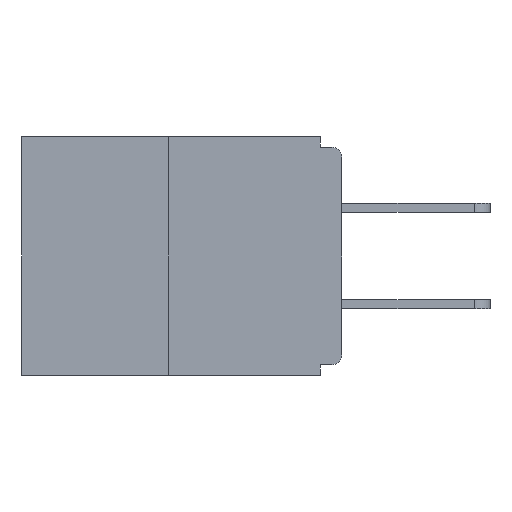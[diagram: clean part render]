
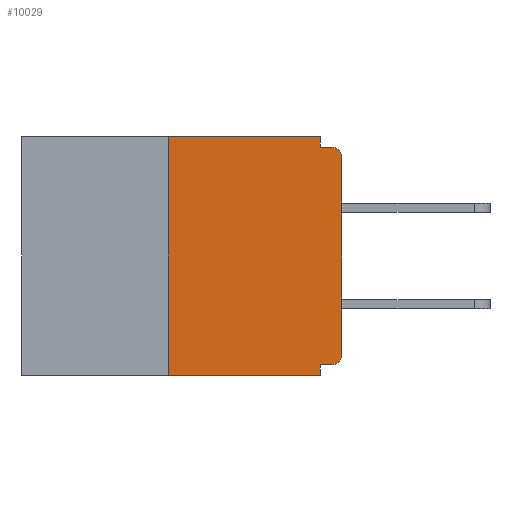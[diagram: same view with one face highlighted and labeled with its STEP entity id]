
A CAD part, left-side view. The second image highlights one B-rep face of the part: STEP entity #10029.
In plain terms, the highlighted planar face has unit normal (-1, 0, 0).
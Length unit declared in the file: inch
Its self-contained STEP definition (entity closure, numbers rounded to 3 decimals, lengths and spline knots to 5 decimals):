
#139 = EDGE_CURVE ( 'NONE', #5878, #2473, #605, .T. ) ;
#255 = LINE ( 'NONE', #2622, #9167 ) ;
#329 = VECTOR ( 'NONE', #5414, 39.37008 ) ;
#405 = DIRECTION ( 'NONE',  ( 0., -1., 0. ) ) ;
#406 = DIRECTION ( 'NONE',  ( 0., 0., -1. ) ) ;
#487 = CARTESIAN_POINT ( 'NONE',  ( 0., 0.031, -0.015 ) ) ;
#526 = EDGE_CURVE ( 'NONE', #5896, #4566, #8685, .T. ) ;
#599 = DIRECTION ( 'NONE',  ( 0., 0., -1. ) ) ;
#605 = LINE ( 'NONE', #5377, #329 ) ;
#679 = ORIENTED_EDGE ( 'NONE', *, *, #4339, .T. ) ;
#719 = DIRECTION ( 'NONE',  ( 0., 0., -1. ) ) ;
#860 = ORIENTED_EDGE ( 'NONE', *, *, #3462, .F. ) ;
#1291 = EDGE_CURVE ( 'NONE', #9175, #5878, #6530, .T. ) ;
#1429 = CARTESIAN_POINT ( 'NONE',  ( 0., 0.031, 0. ) ) ;
#1547 = DIRECTION ( 'NONE',  ( -1., 0., 0. ) ) ;
#1659 = AXIS2_PLACEMENT_3D ( 'NONE', #9363, #1547, #719 ) ;
#1824 = CARTESIAN_POINT ( 'NONE',  ( 0., 0.25, -0.343 ) ) ;
#2084 = VECTOR ( 'NONE', #2929, 39.37008 ) ;
#2115 = CARTESIAN_POINT ( 'NONE',  ( 0., 0.46, -0.343 ) ) ;
#2164 = VERTEX_POINT ( 'NONE', #11100 ) ;
#2168 = VECTOR ( 'NONE', #2857, 39.37008 ) ;
#2355 = CARTESIAN_POINT ( 'NONE',  ( 0., 0.015, -0.313 ) ) ;
#2473 = VERTEX_POINT ( 'NONE', #11010 ) ;
#2622 = CARTESIAN_POINT ( 'NONE',  ( 0., 0., -0.328 ) ) ;
#2809 = ORIENTED_EDGE ( 'NONE', *, *, #8173, .F. ) ;
#2857 = DIRECTION ( 'NONE',  ( 0., -1., 0. ) ) ;
#2929 = DIRECTION ( 'NONE',  ( 0., -1., 0. ) ) ;
#3057 = VERTEX_POINT ( 'NONE', #487 ) ;
#3085 = CARTESIAN_POINT ( 'NONE',  ( 0., 0.015, -0.328 ) ) ;
#3462 = EDGE_CURVE ( 'NONE', #2164, #3057, #4001, .T. ) ;
#3567 = CARTESIAN_POINT ( 'NONE',  ( 0., 0.031, -0.343 ) ) ;
#3583 = VERTEX_POINT ( 'NONE', #8408 ) ;
#4001 = LINE ( 'NONE', #1429, #10107 ) ;
#4038 = LINE ( 'NONE', #9714, #2168 ) ;
#4236 = EDGE_LOOP ( 'NONE', ( #10807, #10495, #6338, #2809, #7100, #10356, #7325, #679, #10266, #860 ) ) ;
#4339 = EDGE_CURVE ( 'NONE', #2473, #5187, #7715, .T. ) ;
#4444 = CARTESIAN_POINT ( 'NONE',  ( 0., 0.25, 0. ) ) ;
#4478 = CARTESIAN_POINT ( 'NONE',  ( 0., 0., -0.313 ) ) ;
#4566 = VERTEX_POINT ( 'NONE', #3567 ) ;
#4796 = DIRECTION ( 'NONE',  ( 0., 0., -1. ) ) ;
#4866 = PLANE ( 'NONE',  #7627 ) ;
#5187 = VERTEX_POINT ( 'NONE', #5753 ) ;
#5329 = EDGE_CURVE ( 'NONE', #5896, #8653, #6638, .T. ) ;
#5377 = CARTESIAN_POINT ( 'NONE',  ( 0., 0., 0. ) ) ;
#5414 = DIRECTION ( 'NONE',  ( 0., 0., 1. ) ) ;
#5459 = EDGE_CURVE ( 'NONE', #3057, #5187, #4038, .T. ) ;
#5473 = EDGE_CURVE ( 'NONE', #8653, #2164, #8380, .T. ) ;
#5699 = FACE_OUTER_BOUND ( 'NONE', #4236, .T. ) ;
#5717 = CARTESIAN_POINT ( 'NONE',  ( 0., 0.46, 0. ) ) ;
#5753 = CARTESIAN_POINT ( 'NONE',  ( 0., 0.015, -0.015 ) ) ;
#5839 = DIRECTION ( 'NONE',  ( 0., 0., 1. ) ) ;
#5878 = VERTEX_POINT ( 'NONE', #4478 ) ;
#5896 = VERTEX_POINT ( 'NONE', #1824 ) ;
#6072 = EDGE_CURVE ( 'NONE', #9175, #3583, #255, .T. ) ;
#6338 = ORIENTED_EDGE ( 'NONE', *, *, #526, .T. ) ;
#6473 = AXIS2_PLACEMENT_3D ( 'NONE', #2355, #10128, #4796 ) ;
#6530 = CIRCLE ( 'NONE', #6473, 0.015 ) ;
#6638 = LINE ( 'NONE', #10152, #10546 ) ;
#7100 = ORIENTED_EDGE ( 'NONE', *, *, #6072, .F. ) ;
#7325 = ORIENTED_EDGE ( 'NONE', *, *, #139, .T. ) ;
#7627 = AXIS2_PLACEMENT_3D ( 'NONE', #9200, #9786, #599 ) ;
#7715 = CIRCLE ( 'NONE', #1659, 0.015 ) ;
#8173 = EDGE_CURVE ( 'NONE', #3583, #4566, #10765, .T. ) ;
#8330 = DIRECTION ( 'NONE',  ( 0., 0., -1. ) ) ;
#8380 = LINE ( 'NONE', #5717, #9703 ) ;
#8408 = CARTESIAN_POINT ( 'NONE',  ( 0., 0.031, -0.328 ) ) ;
#8452 = VECTOR ( 'NONE', #406, 39.37008 ) ;
#8653 = VERTEX_POINT ( 'NONE', #4444 ) ;
#8685 = LINE ( 'NONE', #2115, #2084 ) ;
#9167 = VECTOR ( 'NONE', #11167, 39.37008 ) ;
#9175 = VERTEX_POINT ( 'NONE', #3085 ) ;
#9200 = CARTESIAN_POINT ( 'NONE',  ( 0., 0.46, 0. ) ) ;
#9363 = CARTESIAN_POINT ( 'NONE',  ( 0., 0.015, -0.03 ) ) ;
#9703 = VECTOR ( 'NONE', #405, 39.37008 ) ;
#9714 = CARTESIAN_POINT ( 'NONE',  ( 0., 0., -0.015 ) ) ;
#9786 = DIRECTION ( 'NONE',  ( 1., 0., 0. ) ) ;
#9947 = CARTESIAN_POINT ( 'NONE',  ( 0., 0.031, -0.343 ) ) ;
#10029 = ADVANCED_FACE ( 'NONE', ( #5699 ), #4866, .F. ) ;
#10107 = VECTOR ( 'NONE', #8330, 39.37008 ) ;
#10128 = DIRECTION ( 'NONE',  ( -1., 0., 0. ) ) ;
#10152 = CARTESIAN_POINT ( 'NONE',  ( 0., 0.25, 0. ) ) ;
#10266 = ORIENTED_EDGE ( 'NONE', *, *, #5459, .F. ) ;
#10356 = ORIENTED_EDGE ( 'NONE', *, *, #1291, .T. ) ;
#10495 = ORIENTED_EDGE ( 'NONE', *, *, #5329, .F. ) ;
#10546 = VECTOR ( 'NONE', #5839, 39.37008 ) ;
#10765 = LINE ( 'NONE', #9947, #8452 ) ;
#10807 = ORIENTED_EDGE ( 'NONE', *, *, #5473, .F. ) ;
#11010 = CARTESIAN_POINT ( 'NONE',  ( 0., 0., -0.03 ) ) ;
#11100 = CARTESIAN_POINT ( 'NONE',  ( 0., 0.031, 0. ) ) ;
#11167 = DIRECTION ( 'NONE',  ( 0., 1., 0. ) ) ;
